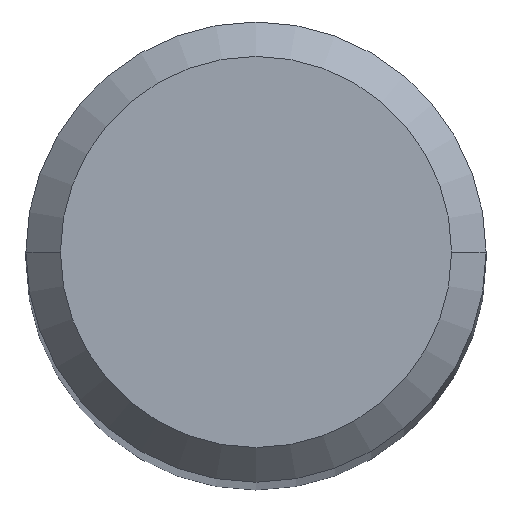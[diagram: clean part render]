
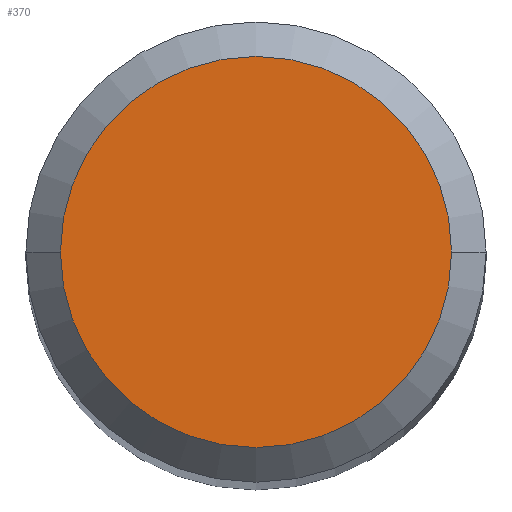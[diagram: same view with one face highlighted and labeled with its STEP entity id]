
A CAD part, top view. The second image highlights one B-rep face of the part: STEP entity #370.
In plain terms, the highlighted planar face has unit normal (0, 0, 1).
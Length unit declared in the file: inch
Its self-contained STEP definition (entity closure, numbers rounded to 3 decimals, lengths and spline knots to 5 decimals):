
#44 = CARTESIAN_POINT ( 'NONE',  ( 0., 0., 0. ) ) ;
#50 = EDGE_CURVE ( 'NONE', #238, #106, #364, .T. ) ;
#58 = PLANE ( 'NONE',  #351 ) ;
#99 = ORIENTED_EDGE ( 'NONE', *, *, #325, .T. ) ;
#106 = VERTEX_POINT ( 'NONE', #303 ) ;
#173 = AXIS2_PLACEMENT_3D ( 'NONE', #285, #185, #320 ) ;
#185 = DIRECTION ( 'NONE',  ( 0., 0., 1. ) ) ;
#186 = DIRECTION ( 'NONE',  ( -1., 0., 0. ) ) ;
#193 = DIRECTION ( 'NONE',  ( 1., 0., 0. ) ) ;
#227 = EDGE_LOOP ( 'NONE', ( #357, #99 ) ) ;
#229 = FACE_OUTER_BOUND ( 'NONE', #227, .T. ) ;
#238 = VERTEX_POINT ( 'NONE', #301 ) ;
#285 = CARTESIAN_POINT ( 'NONE',  ( 0., 0., 0. ) ) ;
#301 = CARTESIAN_POINT ( 'NONE',  ( -0.10039, 0., 0. ) ) ;
#303 = CARTESIAN_POINT ( 'NONE',  ( 0.10039, 0., 0. ) ) ;
#305 = DIRECTION ( 'NONE',  ( 0., 0., -1. ) ) ;
#320 = DIRECTION ( 'NONE',  ( 1., 0., 0. ) ) ;
#325 = EDGE_CURVE ( 'NONE', #106, #238, #425, .T. ) ;
#332 = CARTESIAN_POINT ( 'NONE',  ( 0., 0., 0. ) ) ;
#351 = AXIS2_PLACEMENT_3D ( 'NONE', #44, #305, #186 ) ;
#357 = ORIENTED_EDGE ( 'NONE', *, *, #50, .T. ) ;
#364 = CIRCLE ( 'NONE', #173, 0.10039 ) ;
#370 = ADVANCED_FACE ( 'NONE', ( #229 ), #58, .F. ) ;
#399 = AXIS2_PLACEMENT_3D ( 'NONE', #332, #402, #193 ) ;
#402 = DIRECTION ( 'NONE',  ( 0., 0., 1. ) ) ;
#425 = CIRCLE ( 'NONE', #399, 0.10039 ) ;
